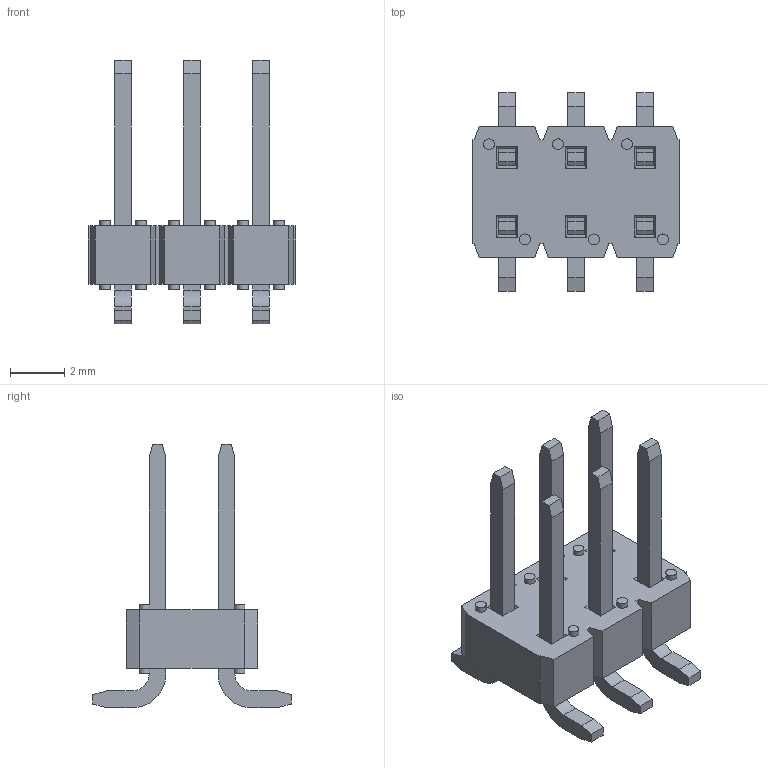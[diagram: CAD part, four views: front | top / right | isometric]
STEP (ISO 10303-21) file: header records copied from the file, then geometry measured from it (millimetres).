
FILE_DESCRIPTION(('FreeCAD Model'),'2;1');
FILE_NAME('Fusion.step','2019-08-08T18:34:53',('kicad StepUp'),('ksu MCAD'), 'Open CASCADE STEP processor 7.3','FreeCAD','Unknown');
FILE_SCHEMA(('AUTOMOTIVE_DESIGN { 1 0 10303 214 1 1 1 1 }'));
Length unit declared in the file: millimetre
Products named in the file (1): Fusion
Bounding box: 7.62 x 7.3 x 9.7 mm (x, y, z)
Volume: 97.7 mm3; surface area: 271.9 mm2
Topology: 1 solids, 1 shells, 186 faces, 456 edges, 296 vertices
Faces by surface type: plane 162, cylinder 24
Full cylindrical faces by diameter (mm): 0.4 x12
Entity records: 6679 total; most frequent: CARTESIAN_POINT 951, ORIENTED_EDGE 912, DIRECTION 866, EDGE_CURVE 456, LINE 396, VECTOR 396, VERTEX_POINT 296, AXIS2_PLACEMENT_3D 235
